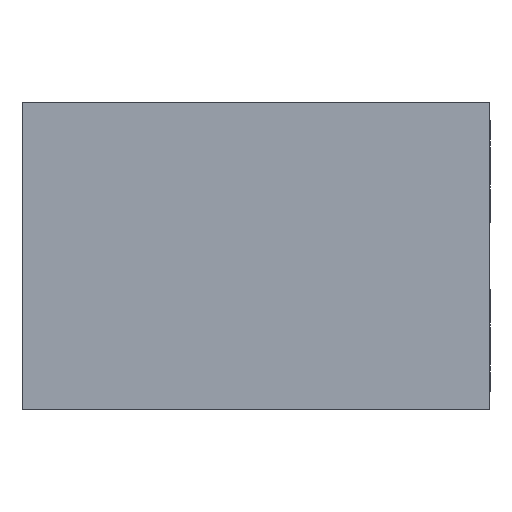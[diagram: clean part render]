
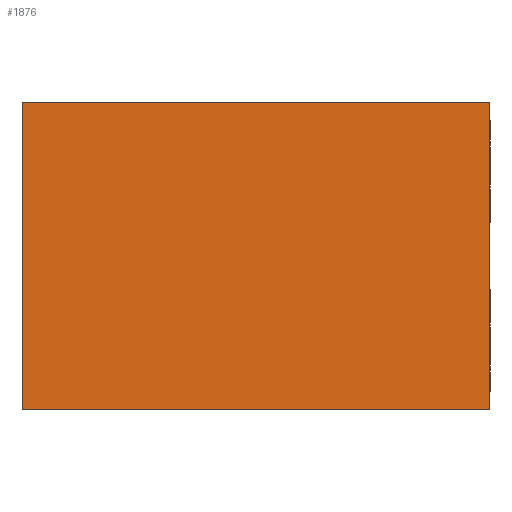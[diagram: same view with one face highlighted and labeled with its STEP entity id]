
A CAD part, left-side view. The second image highlights one B-rep face of the part: STEP entity #1876.
In plain terms, the highlighted planar face has unit normal (-1, 0, 0).
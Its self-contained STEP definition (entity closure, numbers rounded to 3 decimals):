
#36 = AXIS2_PLACEMENT_3D ( 'NONE', #402, #1194, #806 ) ;
#172 = EDGE_CURVE ( 'NONE', #677, #927, #999, .T. ) ;
#200 = CARTESIAN_POINT ( 'NONE',  ( -40., -20.5, 0. ) ) ;
#321 = VERTEX_POINT ( 'NONE', #1523 ) ;
#391 = CARTESIAN_POINT ( 'NONE',  ( -40., -20.5, 25. ) ) ;
#402 = CARTESIAN_POINT ( 'NONE',  ( -40., 0., 0. ) ) ;
#429 = DIRECTION ( 'NONE',  ( 0., 1., 0. ) ) ;
#576 = VECTOR ( 'NONE', #1806, 1000. ) ;
#599 = FACE_OUTER_BOUND ( 'NONE', #2317, .T. ) ;
#677 = VERTEX_POINT ( 'NONE', #678 ) ;
#678 = CARTESIAN_POINT ( 'NONE',  ( -40., -20.5, 25. ) ) ;
#806 = DIRECTION ( 'NONE',  ( 0., 0., 1. ) ) ;
#927 = VERTEX_POINT ( 'NONE', #1579 ) ;
#972 = CARTESIAN_POINT ( 'NONE',  ( -40., 17.5, 0. ) ) ;
#988 = VECTOR ( 'NONE', #2425, 1000. ) ;
#999 = LINE ( 'NONE', #391, #2392 ) ;
#1041 = ORIENTED_EDGE ( 'NONE', *, *, #1736, .T. ) ;
#1194 = DIRECTION ( 'NONE',  ( -1., 0., 0. ) ) ;
#1251 = LINE ( 'NONE', #1620, #988 ) ;
#1303 = EDGE_CURVE ( 'NONE', #321, #677, #2336, .T. ) ;
#1384 = EDGE_CURVE ( 'NONE', #2531, #321, #1251, .T. ) ;
#1385 = PLANE ( 'NONE',  #36 ) ;
#1523 = CARTESIAN_POINT ( 'NONE',  ( -40., -20.5, 0. ) ) ;
#1555 = CARTESIAN_POINT ( 'NONE',  ( -40., 17.5, 25. ) ) ;
#1579 = CARTESIAN_POINT ( 'NONE',  ( -40., 17.5, 25. ) ) ;
#1620 = CARTESIAN_POINT ( 'NONE',  ( -40., 17.5, 0. ) ) ;
#1668 = ORIENTED_EDGE ( 'NONE', *, *, #1384, .T. ) ;
#1736 = EDGE_CURVE ( 'NONE', #927, #2531, #1760, .T. ) ;
#1760 = LINE ( 'NONE', #1555, #2340 ) ;
#1806 = DIRECTION ( 'NONE',  ( 0., 0., 1. ) ) ;
#1876 = ADVANCED_FACE ( 'NONE', ( #599 ), #1385, .T. ) ;
#2036 = ORIENTED_EDGE ( 'NONE', *, *, #172, .T. ) ;
#2157 = DIRECTION ( 'NONE',  ( 0., 0., -1. ) ) ;
#2317 = EDGE_LOOP ( 'NONE', ( #1041, #1668, #2418, #2036 ) ) ;
#2336 = LINE ( 'NONE', #200, #576 ) ;
#2340 = VECTOR ( 'NONE', #2157, 1000. ) ;
#2392 = VECTOR ( 'NONE', #429, 1000. ) ;
#2418 = ORIENTED_EDGE ( 'NONE', *, *, #1303, .T. ) ;
#2425 = DIRECTION ( 'NONE',  ( 0., -1., 0. ) ) ;
#2531 = VERTEX_POINT ( 'NONE', #972 ) ;
